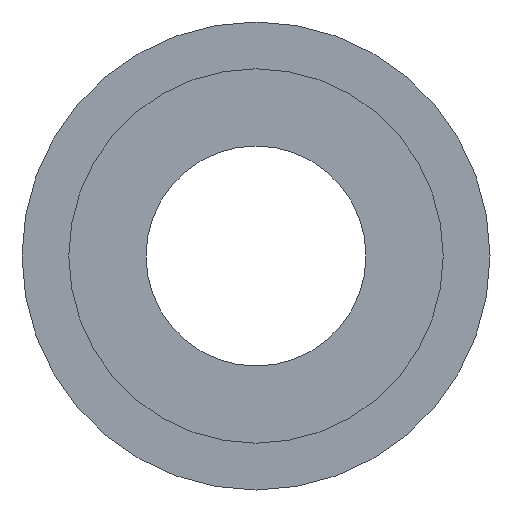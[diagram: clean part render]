
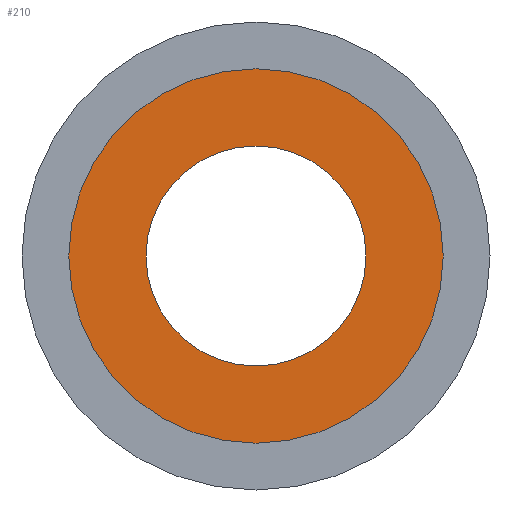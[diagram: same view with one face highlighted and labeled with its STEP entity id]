
A CAD part, front view. The second image highlights one B-rep face of the part: STEP entity #210.
In plain terms, the highlighted planar face has unit normal (0, -1, 0).
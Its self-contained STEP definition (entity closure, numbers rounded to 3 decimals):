
#19 = EDGE_LOOP ( 'NONE', ( #52 ) ) ;
#32 = DIRECTION ( 'NONE',  ( 0., 0., -1. ) ) ;
#43 = CARTESIAN_POINT ( 'NONE',  ( 0., 0., 0. ) ) ;
#46 = FACE_BOUND ( 'NONE', #19, .T. ) ;
#52 = ORIENTED_EDGE ( 'NONE', *, *, #168, .F. ) ;
#67 = ORIENTED_EDGE ( 'NONE', *, *, #85, .F. ) ;
#78 = VERTEX_POINT ( 'NONE', #114 ) ;
#80 = PLANE ( 'NONE',  #139 ) ;
#85 = EDGE_CURVE ( 'NONE', #175, #175, #151, .T. ) ;
#92 = CIRCLE ( 'NONE', #118, 11.75 ) ;
#114 = CARTESIAN_POINT ( 'NONE',  ( 0., 0., -11.75 ) ) ;
#116 = DIRECTION ( 'NONE',  ( 0., 1., 0. ) ) ;
#118 = AXIS2_PLACEMENT_3D ( 'NONE', #120, #134, #32 ) ;
#120 = CARTESIAN_POINT ( 'NONE',  ( 0., 0., 0. ) ) ;
#129 = DIRECTION ( 'NONE',  ( 0., 1., 0. ) ) ;
#134 = DIRECTION ( 'NONE',  ( 0., -1., 0. ) ) ;
#139 = AXIS2_PLACEMENT_3D ( 'NONE', #178, #116, #158 ) ;
#142 = EDGE_LOOP ( 'NONE', ( #67 ) ) ;
#147 = CARTESIAN_POINT ( 'NONE',  ( -20., 0., 0. ) ) ;
#151 = CIRCLE ( 'NONE', #214, 20. ) ;
#155 = DIRECTION ( 'NONE',  ( -1., 0., 0. ) ) ;
#158 = DIRECTION ( 'NONE',  ( -1., 0., 0. ) ) ;
#168 = EDGE_CURVE ( 'NONE', #78, #78, #92, .T. ) ;
#175 = VERTEX_POINT ( 'NONE', #147 ) ;
#178 = CARTESIAN_POINT ( 'NONE',  ( 0., 0., 0. ) ) ;
#192 = FACE_OUTER_BOUND ( 'NONE', #142, .T. ) ;
#210 = ADVANCED_FACE ( 'NONE', ( #46, #192 ), #80, .F. ) ;
#214 = AXIS2_PLACEMENT_3D ( 'NONE', #43, #129, #155 ) ;
